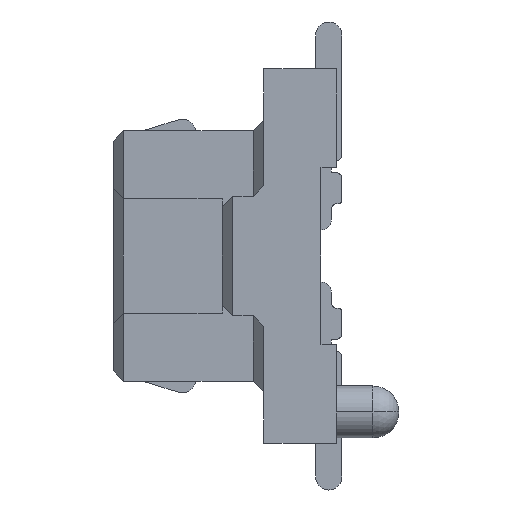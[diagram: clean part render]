
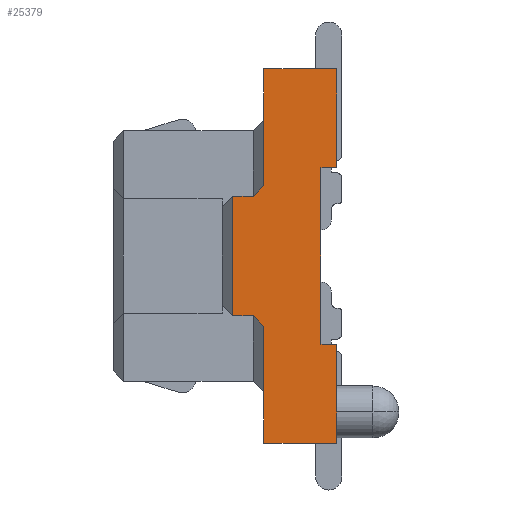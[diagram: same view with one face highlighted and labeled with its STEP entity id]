
A CAD part, left-side view. The second image highlights one B-rep face of the part: STEP entity #25379.
In plain terms, the highlighted planar face has unit normal (-1, 0, 0).
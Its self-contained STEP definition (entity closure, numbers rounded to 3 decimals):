
#25=DIRECTION('',(0.,0.,1.));
#26=VECTOR('',#25,0.95);
#27=CARTESIAN_POINT('',(-4.8,0.,0.85));
#28=LINE('',#27,#26);
#43=DIRECTION('',(0.,0.,1.));
#44=VECTOR('',#43,0.65);
#45=CARTESIAN_POINT('',(-4.8,0.,-1.5));
#46=LINE('',#45,#44);
#59=DIRECTION('',(0.,0.,1.));
#60=VECTOR('',#59,0.3);
#61=CARTESIAN_POINT('',(-4.8,0.,-1.8));
#62=LINE('',#61,#60);
#6273=DIRECTION('',(0.,1.,0.));
#6274=VECTOR('',#6273,0.7);
#6275=CARTESIAN_POINT('',(-4.8,0.,1.8));
#6276=LINE('',#6275,#6274);
#6457=DIRECTION('',(0.,1.,0.));
#6458=VECTOR('',#6457,0.7);
#6459=CARTESIAN_POINT('',(-4.8,0.,-1.8));
#6460=LINE('',#6459,#6458);
#6461=DIRECTION('',(0.,0.,1.));
#6462=VECTOR('',#6461,1.125);
#6463=CARTESIAN_POINT('',(-4.8,0.7,-1.8));
#6464=LINE('',#6463,#6462);
#6465=DIRECTION('',(0.,-1.,0.));
#6466=VECTOR('',#6465,0.2);
#6467=CARTESIAN_POINT('',(-4.8,1.,-0.575));
#6468=LINE('',#6467,#6466);
#6469=DIRECTION('',(0.,0.,-1.));
#6470=VECTOR('',#6469,1.15);
#6471=CARTESIAN_POINT('',(-4.8,1.,0.575));
#6472=LINE('',#6471,#6470);
#6473=DIRECTION('',(0.,-1.,0.));
#6474=VECTOR('',#6473,0.2);
#6475=CARTESIAN_POINT('',(-4.8,1.,0.575));
#6476=LINE('',#6475,#6474);
#6477=DIRECTION('',(0.,0.,1.));
#6478=VECTOR('',#6477,1.125);
#6479=CARTESIAN_POINT('',(-4.8,0.7,0.675));
#6480=LINE('',#6479,#6478);
#6481=DIRECTION('',(0.,1.,0.));
#6482=VECTOR('',#6481,0.15);
#6483=CARTESIAN_POINT('',(-4.8,0.,0.85));
#6484=LINE('',#6483,#6482);
#6485=DIRECTION('',(0.,0.,1.));
#6486=VECTOR('',#6485,1.7);
#6487=CARTESIAN_POINT('',(-4.8,0.15,-0.85));
#6488=LINE('',#6487,#6486);
#6489=DIRECTION('',(0.,1.,0.));
#6490=VECTOR('',#6489,0.15);
#6491=CARTESIAN_POINT('',(-4.8,0.,-0.85));
#6492=LINE('',#6491,#6490);
#6493=DIRECTION('',(0.,-0.707,-0.707));
#6494=VECTOR('',#6493,0.141);
#6495=CARTESIAN_POINT('',(-4.8,0.8,-0.575));
#6496=LINE('',#6495,#6494);
#6613=DIRECTION('',(0.,0.707,-0.707));
#6614=VECTOR('',#6613,0.141);
#6615=CARTESIAN_POINT('',(-4.8,0.7,0.675));
#6616=LINE('',#6615,#6614);
#14305=CARTESIAN_POINT('',(-4.8,0.7,1.8));
#14307=VERTEX_POINT('',#14305);
#14310=CARTESIAN_POINT('',(-4.8,0.7,-1.8));
#14312=VERTEX_POINT('',#14310);
#14313=CARTESIAN_POINT('',(-4.8,0.,-1.8));
#14314=VERTEX_POINT('',#14313);
#14315=CARTESIAN_POINT('',(-4.8,0.,1.8));
#14316=VERTEX_POINT('',#14315);
#14414=CARTESIAN_POINT('',(-4.8,1.,0.575));
#14416=VERTEX_POINT('',#14414);
#14423=CARTESIAN_POINT('',(-4.8,1.,-0.575));
#14424=VERTEX_POINT('',#14423);
#14453=CARTESIAN_POINT('',(-4.8,0.8,-0.575));
#14454=CARTESIAN_POINT('',(-4.8,0.7,-0.675));
#14455=VERTEX_POINT('',#14453);
#14456=VERTEX_POINT('',#14454);
#14461=CARTESIAN_POINT('',(-4.8,0.8,0.575));
#14462=VERTEX_POINT('',#14461);
#14463=CARTESIAN_POINT('',(-4.8,0.7,0.675));
#14464=VERTEX_POINT('',#14463);
#14475=CARTESIAN_POINT('',(-4.8,0.,0.85));
#14476=VERTEX_POINT('',#14475);
#14477=CARTESIAN_POINT('',(-4.8,0.,-0.85));
#14479=VERTEX_POINT('',#14477);
#14489=CARTESIAN_POINT('',(-4.8,0.15,-0.85));
#14490=CARTESIAN_POINT('',(-4.8,0.15,0.85));
#14491=VERTEX_POINT('',#14489);
#14492=VERTEX_POINT('',#14490);
#14513=CARTESIAN_POINT('',(-4.8,0.,-1.5));
#14515=VERTEX_POINT('',#14513);
#25351=CARTESIAN_POINT('',(-4.8,0.,-1.8));
#25352=DIRECTION('',(-1.,0.,0.));
#25353=DIRECTION('',(0.,0.,1.));
#25354=AXIS2_PLACEMENT_3D('',#25351,#25352,#25353);
#25355=PLANE('',#25354);
#25356=ORIENTED_EDGE('',*,*,#18798,.F.);
#25357=ORIENTED_EDGE('',*,*,#18976,.T.);
#25358=ORIENTED_EDGE('',*,*,#20055,.T.);
#25360=ORIENTED_EDGE('',*,*,#25359,.F.);
#25362=ORIENTED_EDGE('',*,*,#25361,.F.);
#25364=ORIENTED_EDGE('',*,*,#25363,.F.);
#25366=ORIENTED_EDGE('',*,*,#25365,.T.);
#25368=ORIENTED_EDGE('',*,*,#25367,.F.);
#25369=ORIENTED_EDGE('',*,*,#20313,.T.);
#25370=ORIENTED_EDGE('',*,*,#25195,.F.);
#25371=ORIENTED_EDGE('',*,*,#18774,.F.);
#25373=ORIENTED_EDGE('',*,*,#25372,.T.);
#25374=ORIENTED_EDGE('',*,*,#25291,.F.);
#25375=ORIENTED_EDGE('',*,*,#25344,.F.);
#25376=ORIENTED_EDGE('',*,*,#18790,.F.);
#25377=EDGE_LOOP('',(#25356,#25357,#25358,#25360,#25362,#25364,#25366,#25368,
#25369,#25370,#25371,#25373,#25374,#25375,#25376));
#25378=FACE_OUTER_BOUND('',#25377,.F.);
#18774=EDGE_CURVE('',#14476,#14316,#28,.T.);
#18790=EDGE_CURVE('',#14515,#14479,#46,.T.);
#18798=EDGE_CURVE('',#14314,#14515,#62,.T.);
#18976=EDGE_CURVE('',#14314,#14312,#6460,.T.);
#20055=EDGE_CURVE('',#14312,#14456,#6464,.T.);
#20313=EDGE_CURVE('',#14464,#14307,#6480,.T.);
#25195=EDGE_CURVE('',#14316,#14307,#6276,.T.);
#25291=EDGE_CURVE('',#14491,#14492,#6488,.T.);
#25344=EDGE_CURVE('',#14479,#14491,#6492,.T.);
#25359=EDGE_CURVE('',#14455,#14456,#6496,.T.);
#25361=EDGE_CURVE('',#14424,#14455,#6468,.T.);
#25363=EDGE_CURVE('',#14416,#14424,#6472,.T.);
#25365=EDGE_CURVE('',#14416,#14462,#6476,.T.);
#25367=EDGE_CURVE('',#14464,#14462,#6616,.T.);
#25372=EDGE_CURVE('',#14476,#14492,#6484,.T.);
#25379=ADVANCED_FACE('',(#25378),#25355,.T.);
